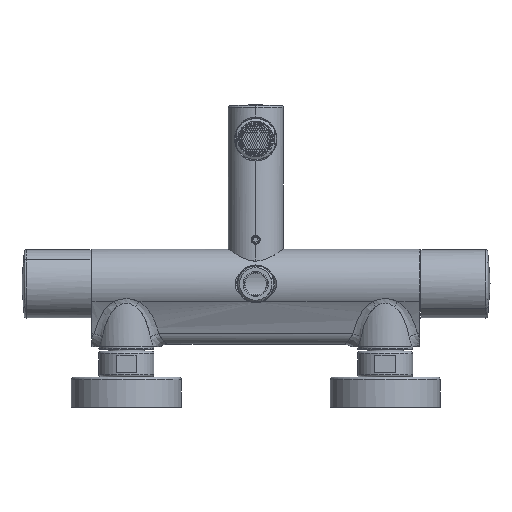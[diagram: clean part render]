
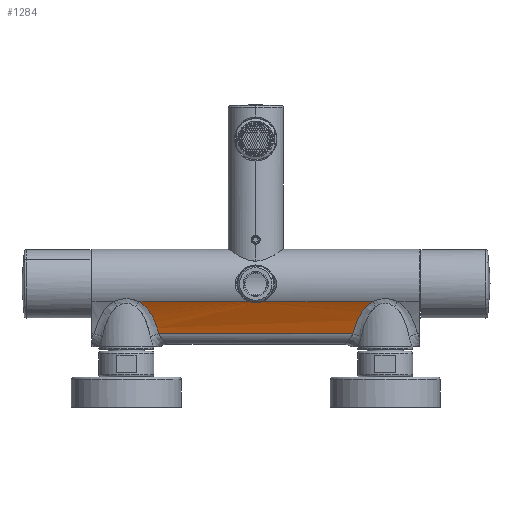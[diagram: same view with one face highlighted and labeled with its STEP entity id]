
A CAD part, front view. The second image highlights one B-rep face of the part: STEP entity #1284.
In plain terms, the highlighted cylindrical face has radius 100 mm (diameter 200 mm), a partial arc.
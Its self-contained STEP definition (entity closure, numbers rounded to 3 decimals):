
#1188=CARTESIAN_POINT('Axis2P3D Location',(-26.02,-103.077,-61.442)) ;
#1194=CARTESIAN_POINT('Control Point',(4.017,-17.179,-10.24)) ;
#1195=CARTESIAN_POINT('Control Point',(3.254,-17.001,-10.54)) ;
#1196=CARTESIAN_POINT('Control Point',(2.469,-16.867,-10.767)) ;
#1197=CARTESIAN_POINT('Control Point',(1.637,-16.775,-10.925)) ;
#1198=CARTESIAN_POINT('Control Point',(0.822,-16.731,-11.)) ;
#1199=CARTESIAN_POINT('Control Point',(0.,-16.731,-11.)) ;
#1200=CARTESIAN_POINT('Vertex',(4.017,-17.179,-10.24)) ;
#1202=CARTESIAN_POINT('Vertex',(0.,-16.731,-11.)) ;
#1206=CARTESIAN_POINT('Control Point',(0.,-16.731,-11.)) ;
#1207=CARTESIAN_POINT('Control Point',(-0.821,-16.731,-11.)) ;
#1208=CARTESIAN_POINT('Control Point',(-1.637,-16.775,-10.925)) ;
#1209=CARTESIAN_POINT('Control Point',(-2.468,-16.867,-10.767)) ;
#1210=CARTESIAN_POINT('Control Point',(-3.254,-17.001,-10.54)) ;
#1211=CARTESIAN_POINT('Control Point',(-4.017,-17.179,-10.24)) ;
#1212=CARTESIAN_POINT('Vertex',(-4.017,-17.179,-10.24)) ;
#1215=CARTESIAN_POINT('Line Origine',(-26.02,-17.179,-10.24)) ;
#1219=CARTESIAN_POINT('Vertex',(-67.688,-17.179,-10.24)) ;
#1223=CARTESIAN_POINT('Control Point',(-67.688,-17.18,-10.24)) ;
#1224=CARTESIAN_POINT('Control Point',(-67.023,-16.948,-10.629)) ;
#1225=CARTESIAN_POINT('Control Point',(-66.374,-16.693,-11.061)) ;
#1226=CARTESIAN_POINT('Control Point',(-65.743,-16.417,-11.537)) ;
#1227=CARTESIAN_POINT('Control Point',(-64.121,-15.631,-12.914)) ;
#1228=CARTESIAN_POINT('Control Point',(-62.64,-14.728,-14.574)) ;
#1229=CARTESIAN_POINT('Control Point',(-61.786,-14.134,-15.706)) ;
#1230=CARTESIAN_POINT('Control Point',(-60.405,-13.063,-17.836)) ;
#1231=CARTESIAN_POINT('Control Point',(-59.218,-11.964,-20.206)) ;
#1232=CARTESIAN_POINT('Control Point',(-58.745,-11.494,-21.26)) ;
#1233=CARTESIAN_POINT('Control Point',(-57.898,-10.594,-23.36)) ;
#1234=CARTESIAN_POINT('Control Point',(-57.167,-9.716,-25.585)) ;
#1235=CARTESIAN_POINT('Control Point',(-56.843,-9.305,-26.674)) ;
#1236=CARTESIAN_POINT('Control Point',(-56.542,-8.902,-27.789)) ;
#1237=CARTESIAN_POINT('Control Point',(-56.264,-8.511,-28.926)) ;
#1238=CARTESIAN_POINT('Vertex',(-56.264,-8.511,-28.926)) ;
#1241=CARTESIAN_POINT('Line Origine',(-26.02,-8.511,-28.926)) ;
#1245=CARTESIAN_POINT('Vertex',(56.264,-8.511,-28.926)) ;
#1249=CARTESIAN_POINT('Control Point',(56.264,-8.511,-28.926)) ;
#1250=CARTESIAN_POINT('Control Point',(56.593,-8.973,-27.582)) ;
#1251=CARTESIAN_POINT('Control Point',(56.953,-9.451,-26.27)) ;
#1252=CARTESIAN_POINT('Control Point',(57.346,-9.942,-24.992)) ;
#1253=CARTESIAN_POINT('Control Point',(58.166,-10.898,-22.624)) ;
#1254=CARTESIAN_POINT('Control Point',(59.125,-11.872,-20.41)) ;
#1255=CARTESIAN_POINT('Control Point',(59.611,-12.335,-19.398)) ;
#1256=CARTESIAN_POINT('Control Point',(60.493,-13.115,-17.753)) ;
#1257=CARTESIAN_POINT('Control Point',(61.475,-13.876,-16.234)) ;
#1258=CARTESIAN_POINT('Control Point',(61.892,-14.181,-15.637)) ;
#1259=CARTESIAN_POINT('Control Point',(62.733,-14.761,-14.524)) ;
#1260=CARTESIAN_POINT('Control Point',(63.636,-15.313,-13.505)) ;
#1261=CARTESIAN_POINT('Control Point',(64.088,-15.572,-13.035)) ;
#1262=CARTESIAN_POINT('Control Point',(65.046,-16.086,-12.115)) ;
#1263=CARTESIAN_POINT('Control Point',(66.055,-16.551,-11.307)) ;
#1264=CARTESIAN_POINT('Control Point',(66.589,-16.777,-10.919)) ;
#1265=CARTESIAN_POINT('Control Point',(67.133,-16.986,-10.565)) ;
#1266=CARTESIAN_POINT('Control Point',(67.688,-17.18,-10.24)) ;
#1267=CARTESIAN_POINT('Vertex',(67.688,-17.18,-10.24)) ;
#1270=CARTESIAN_POINT('Line Origine',(-26.02,-17.18,-10.24)) ;
#1217=VECTOR('Line Direction',#1216,1.) ;
#1243=VECTOR('Line Direction',#1242,1.) ;
#1272=VECTOR('Line Direction',#1271,1.) ;
#1189=DIRECTION('Axis2P3D Direction',(1.,0.,0.)) ;
#1190=DIRECTION('Axis2P3D XDirection',(0.,1.,0.)) ;
#1216=DIRECTION('Vector Direction',(1.,0.,0.)) ;
#1242=DIRECTION('Vector Direction',(1.,0.,0.)) ;
#1271=DIRECTION('Vector Direction',(1.,0.,0.)) ;
#1191=AXIS2_PLACEMENT_3D('Cylinder Axis2P3D',#1188,#1189,#1190) ;
#1218=LINE('Line',#1215,#1217) ;
#1244=LINE('Line',#1241,#1243) ;
#1273=LINE('Line',#1270,#1272) ;
#1192=CYLINDRICAL_SURFACE('generated cylinder',#1191,100.) ;
#1204=EDGE_CURVE('',#1201,#1203,#1193,.T.) ;
#1214=EDGE_CURVE('',#1203,#1213,#1205,.T.) ;
#1221=EDGE_CURVE('',#1213,#1220,#1218,.F.) ;
#1240=EDGE_CURVE('',#1220,#1239,#1222,.T.) ;
#1247=EDGE_CURVE('',#1239,#1246,#1244,.T.) ;
#1269=EDGE_CURVE('',#1246,#1268,#1248,.T.) ;
#1274=EDGE_CURVE('',#1268,#1201,#1273,.F.) ;
#1276=ORIENTED_EDGE('',*,*,#1204,.T.) ;
#1277=ORIENTED_EDGE('',*,*,#1214,.T.) ;
#1278=ORIENTED_EDGE('',*,*,#1221,.T.) ;
#1279=ORIENTED_EDGE('',*,*,#1240,.T.) ;
#1280=ORIENTED_EDGE('',*,*,#1247,.T.) ;
#1281=ORIENTED_EDGE('',*,*,#1269,.T.) ;
#1282=ORIENTED_EDGE('',*,*,#1274,.T.) ;
#1275=EDGE_LOOP('',(#1276,#1277,#1278,#1279,#1280,#1281,#1282)) ;
#1201=VERTEX_POINT('',#1200) ;
#1203=VERTEX_POINT('',#1202) ;
#1213=VERTEX_POINT('',#1212) ;
#1220=VERTEX_POINT('',#1219) ;
#1239=VERTEX_POINT('',#1238) ;
#1246=VERTEX_POINT('',#1245) ;
#1268=VERTEX_POINT('',#1267) ;
#1284=ADVANCED_FACE('Superficie.126',(#1283),#1192,.F.) ;
#1193=B_SPLINE_CURVE_WITH_KNOTS('',5,(#1194,#1195,#1196,#1197,#1198,#1199),.UNSPECIFIED.,.F.,.U.,(6,6),(0.,5.861),.UNSPECIFIED.) ;
#1205=B_SPLINE_CURVE_WITH_KNOTS('',5,(#1206,#1207,#1208,#1209,#1210,#1211),.UNSPECIFIED.,.F.,.U.,(6,6),(0.,5.862),.UNSPECIFIED.) ;
#1222=B_SPLINE_CURVE_WITH_KNOTS('',5,(#1223,#1224,#1225,#1226,#1227,#1228,#1229,#1230,#1231,#1232,#1233,#1234,#1235,#1236,#1237),.UNSPECIFIED.,.F.,.U.,(6,3,3,3,6),(0.,6.83,18.064,26.503,34.245),.UNSPECIFIED.) ;
#1248=B_SPLINE_CURVE_WITH_KNOTS('',5,(#1249,#1250,#1251,#1252,#1253,#1254,#1255,#1256,#1257,#1258,#1259,#1260,#1261,#1262,#1263,#1264,#1265,#1266),.UNSPECIFIED.,.F.,.U.,(6,3,3,3,3,6),(0.,9.144,17.451,23.167,28.538,34.242),.UNSPECIFIED.) ;
#1283=FACE_OUTER_BOUND('',#1275,.T.) ;
